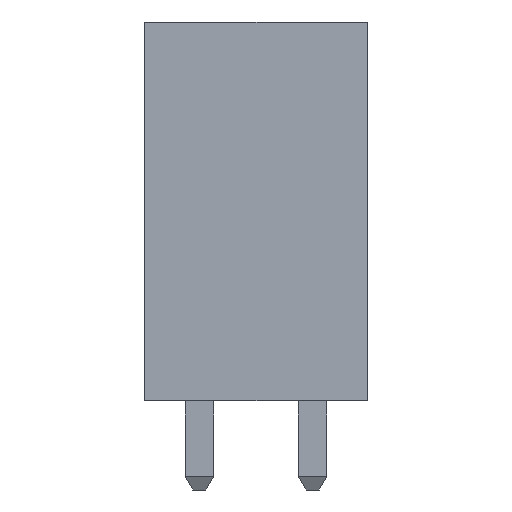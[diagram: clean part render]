
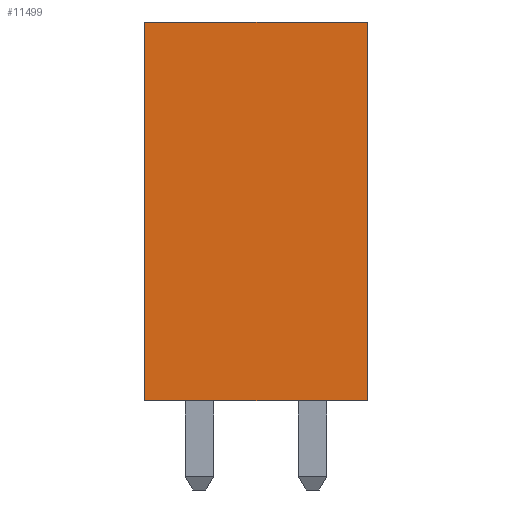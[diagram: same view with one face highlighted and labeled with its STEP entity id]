
A CAD part, left-side view. The second image highlights one B-rep face of the part: STEP entity #11499.
In plain terms, the highlighted planar face has unit normal (-1, 0, 0).
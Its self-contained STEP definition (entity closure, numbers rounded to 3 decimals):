
#11460 = CARTESIAN_POINT ( 'NONE',  ( -1.47, 1.23, 0. ) ) ;
#11461 = VERTEX_POINT ( 'NONE', #11460 ) ;
#11462 = CARTESIAN_POINT ( 'NONE',  ( -1.47, -3.77, 0. ) ) ;
#11463 = VERTEX_POINT ( 'NONE', #11462 ) ;
#11464 = CARTESIAN_POINT ( 'NONE',  ( -1.47, 1.23, 0. ) ) ;
#11465 = DIRECTION ( 'NONE',  ( 0., -1., 0. ) ) ;
#11466 = VECTOR ( 'NONE', #11465, 1000. ) ;
#11467 = LINE ( 'NONE', #11464, #11466 ) ;
#11468 = EDGE_CURVE ( 'NONE', #11461, #11463, #11467, .T. ) ;
#11469 = ORIENTED_EDGE ( 'NONE', *, *, #11468, .T. ) ;
#11470 = CARTESIAN_POINT ( 'NONE',  ( -1.47, -3.77, 8.5 ) ) ;
#11471 = VERTEX_POINT ( 'NONE', #11470 ) ;
#11472 = CARTESIAN_POINT ( 'NONE',  ( -1.47, -3.77, 8.5 ) ) ;
#11473 = DIRECTION ( 'NONE',  ( 0., 0., -1. ) ) ;
#11474 = VECTOR ( 'NONE', #11473, 1000. ) ;
#11475 = LINE ( 'NONE', #11472, #11474 ) ;
#11476 = EDGE_CURVE ( 'NONE', #11471, #11463, #11475, .T. ) ;
#11477 = ORIENTED_EDGE ( 'NONE', *, *, #11476, .F. ) ;
#11478 = CARTESIAN_POINT ( 'NONE',  ( -1.47, 1.23, 8.5 ) ) ;
#11479 = VERTEX_POINT ( 'NONE', #11478 ) ;
#11480 = CARTESIAN_POINT ( 'NONE',  ( -1.47, 1.23, 8.5 ) ) ;
#11481 = DIRECTION ( 'NONE',  ( 0., -1., 0. ) ) ;
#11482 = VECTOR ( 'NONE', #11481, 1000. ) ;
#11483 = LINE ( 'NONE', #11480, #11482 ) ;
#11484 = EDGE_CURVE ( 'NONE', #11479, #11471, #11483, .T. ) ;
#11485 = ORIENTED_EDGE ( 'NONE', *, *, #11484, .F. ) ;
#11486 = CARTESIAN_POINT ( 'NONE',  ( -1.47, 1.23, 8.5 ) ) ;
#11487 = DIRECTION ( 'NONE',  ( 0., 0., -1. ) ) ;
#11488 = VECTOR ( 'NONE', #11487, 1000. ) ;
#11489 = LINE ( 'NONE', #11486, #11488 ) ;
#11490 = EDGE_CURVE ( 'NONE', #11479, #11461, #11489, .T. ) ;
#11491 = ORIENTED_EDGE ( 'NONE', *, *, #11490, .T. ) ;
#11492 = EDGE_LOOP ( 'NONE', ( #11469, #11477, #11485, #11491 ) ) ;
#11493 = FACE_OUTER_BOUND ( 'NONE', #11492, .T. ) ;
#11494 = CARTESIAN_POINT ( 'NONE',  ( -1.47, 1.23, 8.5 ) ) ;
#11495 = DIRECTION ( 'NONE',  ( 1., 0., 0. ) ) ;
#11496 = DIRECTION ( 'NONE',  ( 0., 1., 0. ) ) ;
#11497 = AXIS2_PLACEMENT_3D ( 'NONE', #11494, #11495, #11496 ) ;
#11498 = PLANE ( 'NONE', #11497 ) ;
#11499 = ADVANCED_FACE ( 'NONE', ( #11493 ), #11498, .F. ) ;
